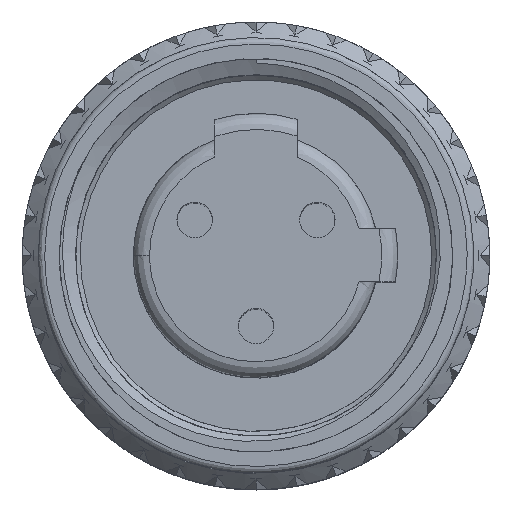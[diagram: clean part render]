
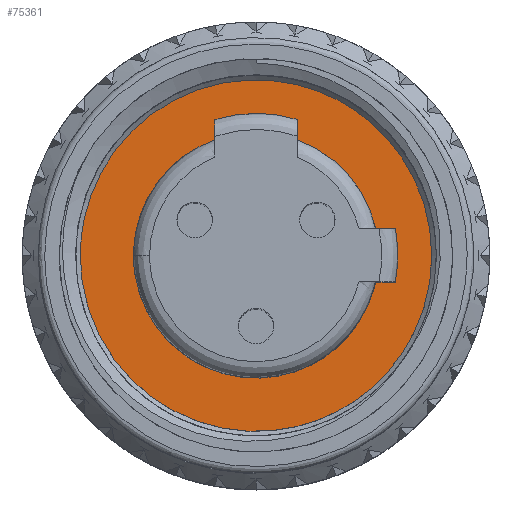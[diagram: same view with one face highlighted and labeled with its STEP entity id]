
A CAD part, top view. The second image highlights one B-rep face of the part: STEP entity #75361.
In plain terms, the highlighted free-form (B-spline) face has degree [1, 1] with [2, 2] control points.
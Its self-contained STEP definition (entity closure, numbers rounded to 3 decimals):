
#74661=CARTESIAN_POINT('',(-3.8,0.,2.5));
#74662=VERTEX_POINT('',#74661);
#74663=CARTESIAN_POINT('',(-3.8,0.,2.5));
#74664=CARTESIAN_POINT('',(-3.8,-6.582,2.5));
#74665=CARTESIAN_POINT('',(1.9,-3.291,2.5));
#74666=CARTESIAN_POINT('',(7.6,0.,2.5));
#74667=CARTESIAN_POINT('',(1.9,3.291,2.5));
#74668=CARTESIAN_POINT('',(-3.8,6.582,2.5));
#74669=CARTESIAN_POINT('',(-3.8,0.,2.5));
#74670=(BOUNDED_CURVE()B_SPLINE_CURVE(2,(#74663,#74664,#74665,#74666,#74667,#74668,#74669),.CIRCULAR_ARC.,.T.,.U.)B_SPLINE_CURVE_WITH_KNOTS((3,2,2,3),(0.,0.333,0.667,1.),.UNSPECIFIED.)CURVE()GEOMETRIC_REPRESENTATION_ITEM()RATIONAL_B_SPLINE_CURVE((1.,0.5,1.,0.5,1.,0.5,1.))REPRESENTATION_ITEM(''));
#74671=EDGE_CURVE('',#74662,#74662,#74670,.T.);
#75339=CARTESIAN_POINT('',(11.844,10.384,2.5));
#75340=CARTESIAN_POINT('',(11.844,-10.384,2.5));
#75341=CARTESIAN_POINT('',(-8.923,10.384,2.5));
#75342=CARTESIAN_POINT('',(-8.923,-10.384,2.5));
#75343=B_SPLINE_SURFACE_WITH_KNOTS('',1,1,((#75339,#75340),(#75341,#75342)),.PLANE_SURF.,.F.,.F.,.U.,(2,2),(2,2),(0.,1.),(0.,1.),.UNSPECIFIED.);
#75344=CARTESIAN_POINT('',(-5.45,0.,2.5));
#75345=VERTEX_POINT('',#75344);
#75346=CARTESIAN_POINT('',(-5.45,0.,2.5));
#75347=CARTESIAN_POINT('',(-5.45,-9.44,2.5));
#75348=CARTESIAN_POINT('',(2.725,-4.72,2.5));
#75349=CARTESIAN_POINT('',(10.9,0.,2.5));
#75350=CARTESIAN_POINT('',(2.725,4.72,2.5));
#75351=CARTESIAN_POINT('',(-5.45,9.44,2.5));
#75352=CARTESIAN_POINT('',(-5.45,0.,2.5));
#75353=(BOUNDED_CURVE()B_SPLINE_CURVE(2,(#75346,#75347,#75348,#75349,#75350,#75351,#75352),.CIRCULAR_ARC.,.T.,.U.)B_SPLINE_CURVE_WITH_KNOTS((3,2,2,3),(0.,0.333,0.667,1.),.UNSPECIFIED.)CURVE()GEOMETRIC_REPRESENTATION_ITEM()RATIONAL_B_SPLINE_CURVE((1.,0.5,1.,0.5,1.,0.5,1.))REPRESENTATION_ITEM(''));
#75354=EDGE_CURVE('',#75345,#75345,#75353,.T.);
#75355=ORIENTED_EDGE('',*,*,#75354,.T.);
#75356=EDGE_LOOP('',(#75355));
#75357=FACE_OUTER_BOUND('',#75356,.T.);
#75358=ORIENTED_EDGE('',*,*,#74671,.F.);
#75359=EDGE_LOOP('',(#75358));
#75360=FACE_BOUND('',#75359,.T.);
#75361=ADVANCED_FACE('',(#75357,#75360),#75343,.T.);
